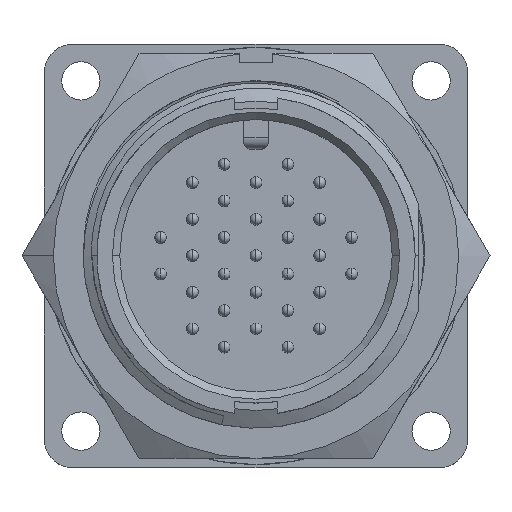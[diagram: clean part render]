
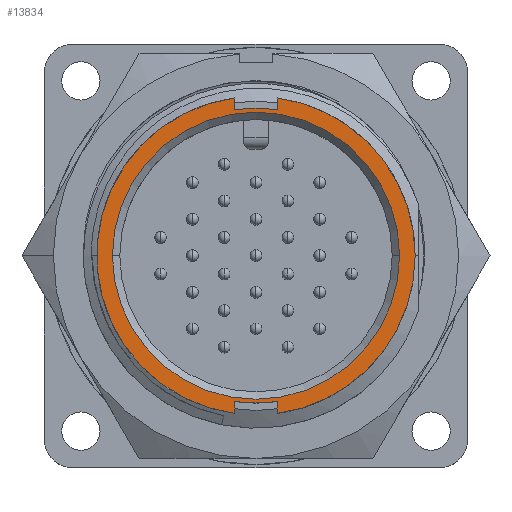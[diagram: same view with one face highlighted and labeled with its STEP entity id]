
A CAD part, top view. The second image highlights one B-rep face of the part: STEP entity #13834.
In plain terms, the highlighted planar face has unit normal (0, 0, 1).
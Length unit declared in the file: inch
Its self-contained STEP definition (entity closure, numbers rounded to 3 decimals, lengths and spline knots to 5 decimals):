
#255 = ORIENTED_EDGE ( 'NONE', *, *, #13520, .T. ) ;
#332 = CARTESIAN_POINT ( 'NONE',  ( 0., 0., 0.666 ) ) ;
#446 = ORIENTED_EDGE ( 'NONE', *, *, #13600, .T. ) ;
#591 = DIRECTION ( 'NONE',  ( 0., 1., 0. ) ) ;
#704 = VERTEX_POINT ( 'NONE', #1149 ) ;
#1149 = CARTESIAN_POINT ( 'NONE',  ( -0.0725, 0.53511, 0.666 ) ) ;
#1208 = EDGE_CURVE ( 'NONE', #1911, #14761, #2444, .T. ) ;
#1312 = CARTESIAN_POINT ( 'NONE',  ( 0.487, 0., 0.666 ) ) ;
#1440 = ORIENTED_EDGE ( 'NONE', *, *, #12421, .T. ) ;
#1454 = ORIENTED_EDGE ( 'NONE', *, *, #18704, .T. ) ;
#1551 = CARTESIAN_POINT ( 'NONE',  ( 0., 0., 0.666 ) ) ;
#1722 = CARTESIAN_POINT ( 'NONE',  ( 0., 0., 0.666 ) ) ;
#1800 = DIRECTION ( 'NONE',  ( 1., 0., 0. ) ) ;
#1911 = VERTEX_POINT ( 'NONE', #2742 ) ;
#2429 = CARTESIAN_POINT ( 'NONE',  ( 0., 0., 0.666 ) ) ;
#2444 = LINE ( 'NONE', #3238, #18161 ) ;
#2742 = CARTESIAN_POINT ( 'NONE',  ( 0.0725, 0.53511, 0.666 ) ) ;
#2965 = ORIENTED_EDGE ( 'NONE', *, *, #6491, .T. ) ;
#3030 = DIRECTION ( 'NONE',  ( 0., 0., 1. ) ) ;
#3085 = CARTESIAN_POINT ( 'NONE',  ( -0.0725, -0.53511, 0.666 ) ) ;
#3193 = DIRECTION ( 'NONE',  ( 1., 0., 0. ) ) ;
#3238 = CARTESIAN_POINT ( 'NONE',  ( 0.0725, 0.53511, 0.666 ) ) ;
#3732 = VERTEX_POINT ( 'NONE', #5929 ) ;
#3770 = LINE ( 'NONE', #9423, #19020 ) ;
#3909 = DIRECTION ( 'NONE',  ( 1., 0., 0. ) ) ;
#3950 = VERTEX_POINT ( 'NONE', #12238 ) ;
#4476 = VECTOR ( 'NONE', #10025, 39.37008 ) ;
#4593 = CIRCLE ( 'NONE', #14613, 0.54 ) ;
#5277 = EDGE_CURVE ( 'NONE', #18728, #14968, #6535, .T. ) ;
#5522 = ORIENTED_EDGE ( 'NONE', *, *, #8123, .T. ) ;
#5760 = AXIS2_PLACEMENT_3D ( 'NONE', #2429, #12757, #3909 ) ;
#5929 = CARTESIAN_POINT ( 'NONE',  ( 0.0725, -0.53511, 0.666 ) ) ;
#6258 = CARTESIAN_POINT ( 'NONE',  ( -0.0725, -0.49472, 0.666 ) ) ;
#6294 = DIRECTION ( 'NONE',  ( 0., 0., 1. ) ) ;
#6341 = CIRCLE ( 'NONE', #11386, 0.487 ) ;
#6491 = EDGE_CURVE ( 'NONE', #3732, #18261, #4593, .T. ) ;
#6535 = CIRCLE ( 'NONE', #9165, 0.5 ) ;
#7137 = VECTOR ( 'NONE', #15089, 39.37008 ) ;
#7251 = CIRCLE ( 'NONE', #7257, 0.5 ) ;
#7257 = AXIS2_PLACEMENT_3D ( 'NONE', #8241, #18593, #9757 ) ;
#7329 = PLANE ( 'NONE',  #19098 ) ;
#8099 = VERTEX_POINT ( 'NONE', #9739 ) ;
#8123 = EDGE_CURVE ( 'NONE', #18261, #1911, #10549, .T. ) ;
#8241 = CARTESIAN_POINT ( 'NONE',  ( 0., 0., 0.666 ) ) ;
#8369 = LINE ( 'NONE', #17273, #4476 ) ;
#8380 = CARTESIAN_POINT ( 'NONE',  ( 0., 0., 0.666 ) ) ;
#8384 = CARTESIAN_POINT ( 'NONE',  ( 0., 0., 0.666 ) ) ;
#9103 = CIRCLE ( 'NONE', #16948, 0.487 ) ;
#9165 = AXIS2_PLACEMENT_3D ( 'NONE', #1722, #12051, #3193 ) ;
#9230 = ORIENTED_EDGE ( 'NONE', *, *, #1208, .T. ) ;
#9423 = CARTESIAN_POINT ( 'NONE',  ( -0.0725, 0.53511, 0.666 ) ) ;
#9701 = ORIENTED_EDGE ( 'NONE', *, *, #11889, .T. ) ;
#9739 = CARTESIAN_POINT ( 'NONE',  ( -0.0725, 0.49472, 0.666 ) ) ;
#9757 = DIRECTION ( 'NONE',  ( 1., 0., 0. ) ) ;
#9877 = DIRECTION ( 'NONE',  ( 1., 0., 0. ) ) ;
#9881 = DIRECTION ( 'NONE',  ( 1., 0., 0. ) ) ;
#9919 = VERTEX_POINT ( 'NONE', #3085 ) ;
#10008 = FACE_OUTER_BOUND ( 'NONE', #14402, .T. ) ;
#10025 = DIRECTION ( 'NONE',  ( 0., -1., 0. ) ) ;
#10030 = ORIENTED_EDGE ( 'NONE', *, *, #13294, .T. ) ;
#10471 = FACE_BOUND ( 'NONE', #14965, .T. ) ;
#10549 = CIRCLE ( 'NONE', #5760, 0.54 ) ;
#10592 = DIRECTION ( 'NONE',  ( 0., -1., 0. ) ) ;
#10647 = DIRECTION ( 'NONE',  ( 0., 0., -1. ) ) ;
#11333 = VERTEX_POINT ( 'NONE', #1312 ) ;
#11386 = AXIS2_PLACEMENT_3D ( 'NONE', #8380, #18720, #9877 ) ;
#11445 = CARTESIAN_POINT ( 'NONE',  ( 0.0725, -0.49472, 0.666 ) ) ;
#11552 = ORIENTED_EDGE ( 'NONE', *, *, #5277, .T. ) ;
#11889 = EDGE_CURVE ( 'NONE', #14761, #8099, #7251, .T. ) ;
#11969 = EDGE_CURVE ( 'NONE', #3950, #11333, #6341, .T. ) ;
#12051 = DIRECTION ( 'NONE',  ( 0., 0., 1. ) ) ;
#12238 = CARTESIAN_POINT ( 'NONE',  ( -0.487, 0., 0.666 ) ) ;
#12421 = EDGE_CURVE ( 'NONE', #11333, #3950, #9103, .T. ) ;
#12757 = DIRECTION ( 'NONE',  ( 0., 0., 1. ) ) ;
#13048 = CARTESIAN_POINT ( 'NONE',  ( 0.54, 0., 0.666 ) ) ;
#13294 = EDGE_CURVE ( 'NONE', #8099, #704, #3770, .T. ) ;
#13341 = DIRECTION ( 'NONE',  ( 1., 0., 0. ) ) ;
#13520 = EDGE_CURVE ( 'NONE', #704, #9919, #13685, .T. ) ;
#13600 = EDGE_CURVE ( 'NONE', #14968, #3732, #8369, .T. ) ;
#13672 = CARTESIAN_POINT ( 'NONE',  ( -0.0725, -0.49472, 0.666 ) ) ;
#13685 = CIRCLE ( 'NONE', #16461, 0.54 ) ;
#13834 = ADVANCED_FACE ( 'NONE', ( #10471, #10008 ), #7329, .T. ) ;
#14402 = EDGE_LOOP ( 'NONE', ( #2965, #5522, #9230, #9701, #10030, #255, #1454, #11552, #446 ) ) ;
#14613 = AXIS2_PLACEMENT_3D ( 'NONE', #15121, #6294, #16587 ) ;
#14761 = VERTEX_POINT ( 'NONE', #17509 ) ;
#14965 = EDGE_LOOP ( 'NONE', ( #1440, #17864 ) ) ;
#14968 = VERTEX_POINT ( 'NONE', #11445 ) ;
#15089 = DIRECTION ( 'NONE',  ( 0., 1., 0. ) ) ;
#15121 = CARTESIAN_POINT ( 'NONE',  ( 0., 0., 0.666 ) ) ;
#16461 = AXIS2_PLACEMENT_3D ( 'NONE', #8384, #18729, #9881 ) ;
#16587 = DIRECTION ( 'NONE',  ( 1., 0., 0. ) ) ;
#16948 = AXIS2_PLACEMENT_3D ( 'NONE', #332, #10647, #1800 ) ;
#17273 = CARTESIAN_POINT ( 'NONE',  ( 0.0725, -0.49472, 0.666 ) ) ;
#17509 = CARTESIAN_POINT ( 'NONE',  ( 0.0725, 0.49472, 0.666 ) ) ;
#17864 = ORIENTED_EDGE ( 'NONE', *, *, #11969, .T. ) ;
#18161 = VECTOR ( 'NONE', #10592, 39.37008 ) ;
#18261 = VERTEX_POINT ( 'NONE', #13048 ) ;
#18473 = LINE ( 'NONE', #6258, #7137 ) ;
#18593 = DIRECTION ( 'NONE',  ( 0., 0., 1. ) ) ;
#18704 = EDGE_CURVE ( 'NONE', #9919, #18728, #18473, .T. ) ;
#18720 = DIRECTION ( 'NONE',  ( 0., 0., -1. ) ) ;
#18728 = VERTEX_POINT ( 'NONE', #13672 ) ;
#18729 = DIRECTION ( 'NONE',  ( 0., 0., 1. ) ) ;
#19020 = VECTOR ( 'NONE', #591, 39.37008 ) ;
#19098 = AXIS2_PLACEMENT_3D ( 'NONE', #1551, #3030, #13341 ) ;
